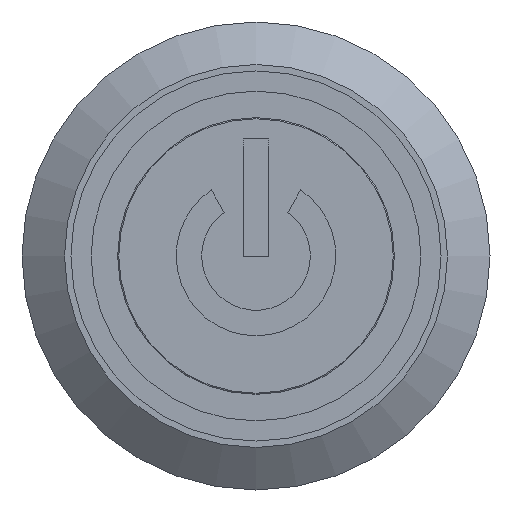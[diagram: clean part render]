
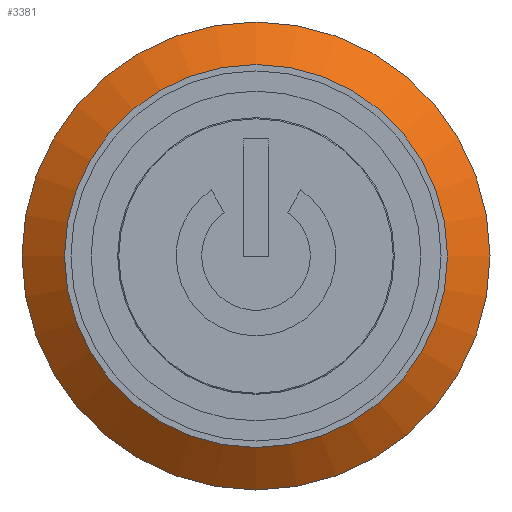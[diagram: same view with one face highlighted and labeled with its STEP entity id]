
A CAD part, front view. The second image highlights one B-rep face of the part: STEP entity #3381.
In plain terms, the highlighted conical face has half-angle 53.13 degrees and reference radius 10 mm.
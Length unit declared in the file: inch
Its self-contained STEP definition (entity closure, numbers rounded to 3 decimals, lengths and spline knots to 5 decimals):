
#21=CONICAL_SURFACE('',#3784,0.3937,0.927);
#396=LINE('',#6027,#677);
#677=VECTOR('',#4828,0.3937);
#853=FACE_OUTER_BOUND('',#1058,.T.);
#1058=EDGE_LOOP('',(#3065,#3066,#3067,#3068));
#1267=CIRCLE('',#3783,0.43307);
#1268=CIRCLE('',#3785,0.35433);
#1597=VERTEX_POINT('',#6021);
#1598=VERTEX_POINT('',#6025);
#2088=EDGE_CURVE('',#1597,#1597,#1267,.T.);
#2090=EDGE_CURVE('',#1598,#1598,#1268,.T.);
#2091=EDGE_CURVE('',#1598,#1597,#396,.T.);
#3065=ORIENTED_EDGE('',*,*,#2090,.F.);
#3066=ORIENTED_EDGE('',*,*,#2091,.T.);
#3067=ORIENTED_EDGE('',*,*,#2088,.T.);
#3068=ORIENTED_EDGE('',*,*,#2091,.F.);
#3381=ADVANCED_FACE('',(#853),#21,.T.);
#3783=AXIS2_PLACEMENT_3D('',#6022,#4821,#4822);
#3784=AXIS2_PLACEMENT_3D('',#6024,#4824,#4825);
#3785=AXIS2_PLACEMENT_3D('',#6026,#4826,#4827);
#4821=DIRECTION('center_axis',(0.,-1.,0.));
#4822=DIRECTION('ref_axis',(-1.,0.,0.));
#4824=DIRECTION('center_axis',(0.,1.,0.));
#4825=DIRECTION('ref_axis',(-1.,0.,0.));
#4826=DIRECTION('center_axis',(0.,-1.,0.));
#4827=DIRECTION('ref_axis',(-1.,0.,0.));
#4828=DIRECTION('',(0.8,0.6,0.));
#6021=CARTESIAN_POINT('',(0.43307,-0.01969,0.));
#6022=CARTESIAN_POINT('Origin',(0.,-0.01969,
0.));
#6024=CARTESIAN_POINT('Origin',(0.,-0.04921,
0.));
#6025=CARTESIAN_POINT('',(0.35433,-0.07874,0.));
#6026=CARTESIAN_POINT('Origin',(0.,-0.07874,
0.));
#6027=CARTESIAN_POINT('',(0.3937,-0.04921,0.));
